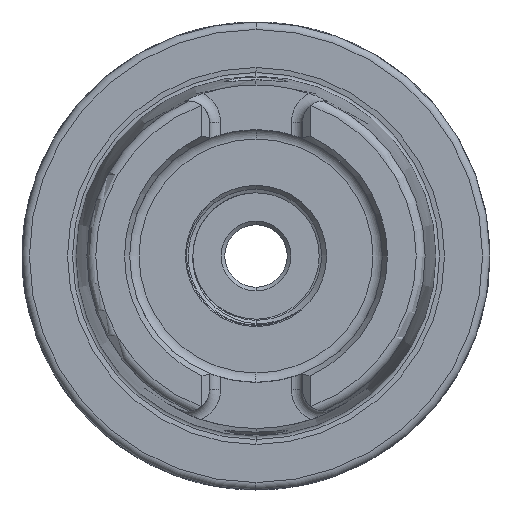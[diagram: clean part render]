
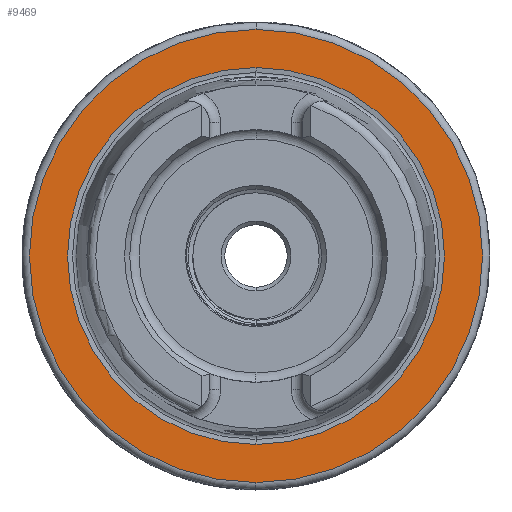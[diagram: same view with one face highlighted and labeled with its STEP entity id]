
A CAD part, left-side view. The second image highlights one B-rep face of the part: STEP entity #9469.
In plain terms, the highlighted planar face has unit normal (-1, 0, 0).
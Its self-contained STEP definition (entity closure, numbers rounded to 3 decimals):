
#2266 = VERTEX_POINT ( 'NONE', #5028 ) ;
#2267 = VERTEX_POINT ( 'NONE', #5045 ) ;
#2269 = VERTEX_POINT ( 'NONE', #5021 ) ;
#2291 = VERTEX_POINT ( 'NONE', #5100 ) ;
#4482 = DIRECTION ( 'NONE',  ( 0., 0., 1. ) ) ;
#4495 = CARTESIAN_POINT ( 'NONE',  ( 0., 25.369, 0. ) ) ;
#4503 = PLANE ( 'NONE',  #27884 ) ;
#4513 = DIRECTION ( 'NONE',  ( -1., 0., 0. ) ) ;
#5021 = CARTESIAN_POINT ( 'NONE',  ( 0., 0., -30.5 ) ) ;
#5028 = CARTESIAN_POINT ( 'NONE',  ( 0., 0., 30.5 ) ) ;
#5045 = CARTESIAN_POINT ( 'NONE',  ( 0., 0., 25.369 ) ) ;
#5100 = CARTESIAN_POINT ( 'NONE',  ( 0., 0., -25.369 ) ) ;
#7265 = FACE_OUTER_BOUND ( 'NONE', #15944, .T. ) ;
#7267 = FACE_BOUND ( 'NONE', #15936, .T. ) ;
#8920 = EDGE_CURVE ( 'NONE', #2291, #2267, #17428, .T. ) ;
#9469 = ADVANCED_FACE ( 'NONE', ( #7265, #7267 ), #4503, .T. ) ;
#15106 = ORIENTED_EDGE ( 'NONE', *, *, #34606, .T. ) ;
#15154 = ORIENTED_EDGE ( 'NONE', *, *, #8920, .T. ) ;
#15192 = ORIENTED_EDGE ( 'NONE', *, *, #34565, .T. ) ;
#15222 = ORIENTED_EDGE ( 'NONE', *, *, #34742, .T. ) ;
#15936 = EDGE_LOOP ( 'NONE', ( #15192, #15154 ) ) ;
#15944 = EDGE_LOOP ( 'NONE', ( #15106, #15222 ) ) ;
#17428 = CIRCLE ( 'NONE', #28402, 25.369 ) ;
#27884 = AXIS2_PLACEMENT_3D ( 'NONE', #4495, #4513, #4482 ) ;
#28198 = AXIS2_PLACEMENT_3D ( 'NONE', #35201, #35181, #35174 ) ;
#28200 = AXIS2_PLACEMENT_3D ( 'NONE', #29263, #29259, #29293 ) ;
#28243 = AXIS2_PLACEMENT_3D ( 'NONE', #34943, #34927, #34912 ) ;
#28402 = AXIS2_PLACEMENT_3D ( 'NONE', #36598, #36565, #36599 ) ;
#28553 = CIRCLE ( 'NONE', #28200, 25.369 ) ;
#28554 = CIRCLE ( 'NONE', #28198, 30.5 ) ;
#29259 = DIRECTION ( 'NONE',  ( 1., 0., 0. ) ) ;
#29263 = CARTESIAN_POINT ( 'NONE',  ( 0., 0., 0. ) ) ;
#29293 = DIRECTION ( 'NONE',  ( 0., 0., -1. ) ) ;
#34565 = EDGE_CURVE ( 'NONE', #2267, #2291, #28553, .T. ) ;
#34606 = EDGE_CURVE ( 'NONE', #2266, #2269, #28554, .T. ) ;
#34742 = EDGE_CURVE ( 'NONE', #2269, #2266, #35892, .T. ) ;
#34912 = DIRECTION ( 'NONE',  ( 0., 0., 1. ) ) ;
#34927 = DIRECTION ( 'NONE',  ( -1., 0., 0. ) ) ;
#34943 = CARTESIAN_POINT ( 'NONE',  ( 0., 0., 0. ) ) ;
#35174 = DIRECTION ( 'NONE',  ( 0., 0., 1. ) ) ;
#35181 = DIRECTION ( 'NONE',  ( -1., 0., 0. ) ) ;
#35201 = CARTESIAN_POINT ( 'NONE',  ( 0., 0., 0. ) ) ;
#35892 = CIRCLE ( 'NONE', #28243, 30.5 ) ;
#36565 = DIRECTION ( 'NONE',  ( 1., 0., 0. ) ) ;
#36598 = CARTESIAN_POINT ( 'NONE',  ( 0., 0., 0. ) ) ;
#36599 = DIRECTION ( 'NONE',  ( 0., 0., -1. ) ) ;
